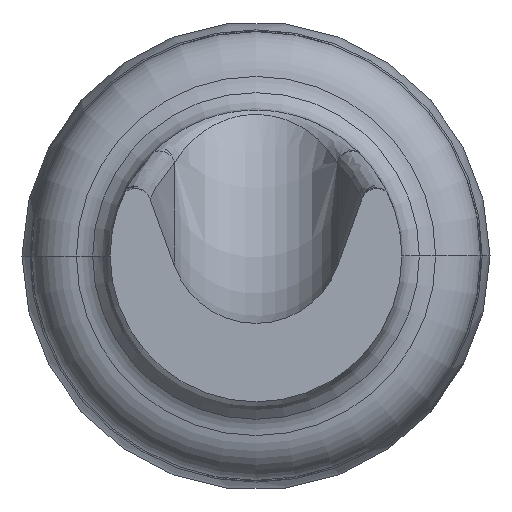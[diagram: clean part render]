
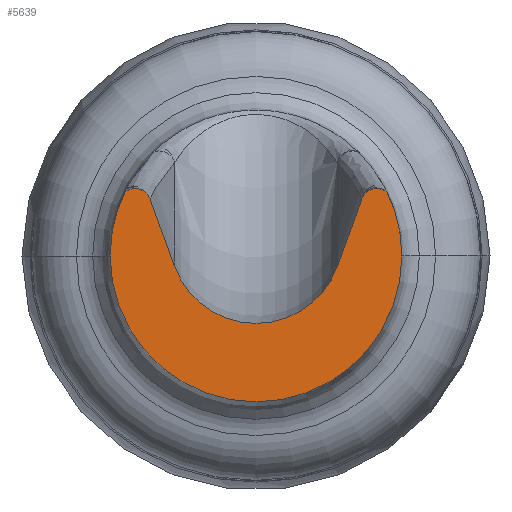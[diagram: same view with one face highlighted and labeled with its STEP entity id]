
A CAD part, front view. The second image highlights one B-rep face of the part: STEP entity #5639.
In plain terms, the highlighted planar face has unit normal (0, -1, 0).
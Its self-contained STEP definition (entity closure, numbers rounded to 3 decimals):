
#218 = CARTESIAN_POINT ( 'NONE',  ( -1.437, -33.274, 2.094 ) ) ;
#253 = DIRECTION ( 'NONE',  ( -1., 0., 0. ) ) ;
#256 = DIRECTION ( 'NONE',  ( 0.342, 0., -0.94 ) ) ;
#271 = CARTESIAN_POINT ( 'NONE',  ( 1.039, -33.274, 0.505 ) ) ;
#489 = EDGE_CURVE ( 'Defeature ausgef�hrt1_77+Defeature ausgef�hrt1_89+Defeature ausgef�hrt1_84+Defeature ausgef�hrt1_88', #2197, #6121, #3137, .T. ) ;
#496 = VECTOR ( 'NONE', #256, 1000. ) ;
#607 = CARTESIAN_POINT ( 'NONE',  ( -1.156, -33.274, 0. ) ) ;
#627 = CIRCLE ( 'NONE', #5085, 1.156 ) ;
#710 = EDGE_LOOP ( 'NONE', ( #952, #4884, #5784, #3391, #1069, #3344, #3623, #2135 ) ) ;
#778 = VERTEX_POINT ( 'NONE', #4892 ) ;
#834 = DIRECTION ( 'NONE',  ( -1., 0., 0. ) ) ;
#952 = ORIENTED_EDGE ( 'NONE', *, *, #489, .F. ) ;
#1069 = ORIENTED_EDGE ( 'NONE', *, *, #2759, .F. ) ;
#1071 = AXIS2_PLACEMENT_3D ( 'NONE', #4399, #1522, #4879 ) ;
#1114 = DIRECTION ( 'NONE',  ( -1., 0., 0. ) ) ;
#1145 = LINE ( 'NONE', #2342, #1373 ) ;
#1225 = DIRECTION ( 'NONE',  ( -1., 0., 0. ) ) ;
#1289 = EDGE_CURVE ( 'Defeature ausgef�hrt1_78+Defeature ausgef�hrt1_89+Defeature ausgef�hrt1_79+Defeature ausgef�hrt1_83', #4299, #4057, #4175, .T. ) ;
#1373 = VECTOR ( 'NONE', #2365, 1000. ) ;
#1521 = EDGE_CURVE ( 'Defeature ausgef�hrt1_77+Defeature ausgef�hrt1_89+Defeature ausgef�hrt1_84+Defeature ausgef�hrt1_88', #6121, #5060, #4407, .T. ) ;
#1522 = DIRECTION ( 'NONE',  ( 0., 1., 0. ) ) ;
#1616 = CARTESIAN_POINT ( 'NONE',  ( -0.958, -33.274, 0.408 ) ) ;
#1716 = VERTEX_POINT ( 'NONE', #3307 ) ;
#1746 = LINE ( 'NONE', #218, #496 ) ;
#2119 = CARTESIAN_POINT ( 'NONE',  ( -0.645, -33.274, -0.082 ) ) ;
#2135 = ORIENTED_EDGE ( 'NONE', *, *, #1521, .F. ) ;
#2197 = VERTEX_POINT ( 'NONE', #271 ) ;
#2247 = CARTESIAN_POINT ( 'NONE',  ( 0.839, -33.274, 0.451 ) ) ;
#2342 = CARTESIAN_POINT ( 'NONE',  ( 1.437, -33.274, 2.094 ) ) ;
#2365 = DIRECTION ( 'NONE',  ( 0.342, 0., 0.94 ) ) ;
#2589 = CARTESIAN_POINT ( 'NONE',  ( 0., -33.274, 0. ) ) ;
#2605 = DIRECTION ( 'NONE',  ( 0., 1., 0. ) ) ;
#2608 = DIRECTION ( 'NONE',  ( -1., 0., 0. ) ) ;
#2730 = CARTESIAN_POINT ( 'NONE',  ( 0., -33.274, 0. ) ) ;
#2759 = EDGE_CURVE ( 'Defeature ausgef�hrt1_79+Defeature ausgef�hrt1_89+Defeature ausgef�hrt1_88+Defeature ausgef�hrt1_78', #1716, #4299, #1746, .T. ) ;
#2807 = EDGE_CURVE ( 'Defeature ausgef�hrt1_89+Defeature ausgef�hrt1_88+Defeature ausgef�hrt1_79+Defeature ausgef�hrt1_77', #1716, #778, #5274, .T. ) ;
#2832 = CARTESIAN_POINT ( 'NONE',  ( 1.156, -33.274, 0. ) ) ;
#2862 = AXIS2_PLACEMENT_3D ( 'NONE', #5229, #5697, #3739 ) ;
#2884 = VERTEX_POINT ( 'NONE', #2247 ) ;
#2945 = CARTESIAN_POINT ( 'NONE',  ( 0.645, -33.274, -0.082 ) ) ;
#3032 = CARTESIAN_POINT ( 'NONE',  ( 0.958, -33.274, 0.408 ) ) ;
#3115 = AXIS2_PLACEMENT_3D ( 'NONE', #3032, #3543, #1114 ) ;
#3134 = DIRECTION ( 'NONE',  ( 0., 1., 0. ) ) ;
#3137 = CIRCLE ( 'NONE', #4789, 1.156 ) ;
#3218 = EDGE_CURVE ( 'Defeature ausgef�hrt1_89+Defeature ausgef�hrt1_84+Defeature ausgef�hrt1_77+Defeature ausgef�hrt1_83', #2197, #2884, #5198, .T. ) ;
#3307 = CARTESIAN_POINT ( 'NONE',  ( -0.839, -33.274, 0.451 ) ) ;
#3344 = ORIENTED_EDGE ( 'NONE', *, *, #2807, .T. ) ;
#3372 = AXIS2_PLACEMENT_3D ( 'NONE', #2589, #2605, #253 ) ;
#3391 = ORIENTED_EDGE ( 'NONE', *, *, #1289, .F. ) ;
#3399 = FACE_OUTER_BOUND ( 'NONE', #710, .T. ) ;
#3543 = DIRECTION ( 'NONE',  ( 0., -1., 0. ) ) ;
#3623 = ORIENTED_EDGE ( 'NONE', *, *, #4422, .F. ) ;
#3715 = DIRECTION ( 'NONE',  ( 0., 1., 0. ) ) ;
#3739 = DIRECTION ( 'NONE',  ( 1., 0., 0. ) ) ;
#4004 = EDGE_CURVE ( 'Defeature ausgef�hrt1_83+Defeature ausgef�hrt1_89+Defeature ausgef�hrt1_78+Defeature ausgef�hrt1_84', #4057, #2884, #1145, .T. ) ;
#4057 = VERTEX_POINT ( 'NONE', #2945 ) ;
#4175 = CIRCLE ( 'NONE', #2862, 0.686 ) ;
#4299 = VERTEX_POINT ( 'NONE', #2119 ) ;
#4323 = AXIS2_PLACEMENT_3D ( 'NONE', #1616, #4970, #2608 ) ;
#4399 = CARTESIAN_POINT ( 'NONE',  ( 0., -33.274, 0. ) ) ;
#4407 = CIRCLE ( 'NONE', #1071, 1.156 ) ;
#4422 = EDGE_CURVE ( 'Defeature ausgef�hrt1_77+Defeature ausgef�hrt1_89+Defeature ausgef�hrt1_84+Defeature ausgef�hrt1_88', #5060, #778, #627, .T. ) ;
#4789 = AXIS2_PLACEMENT_3D ( 'NONE', #5500, #3134, #1225 ) ;
#4879 = DIRECTION ( 'NONE',  ( -1., 0., 0. ) ) ;
#4884 = ORIENTED_EDGE ( 'NONE', *, *, #3218, .T. ) ;
#4892 = CARTESIAN_POINT ( 'NONE',  ( -1.039, -33.274, 0.505 ) ) ;
#4970 = DIRECTION ( 'NONE',  ( 0., -1., 0. ) ) ;
#5060 = VERTEX_POINT ( 'NONE', #607 ) ;
#5085 = AXIS2_PLACEMENT_3D ( 'NONE', #2730, #3715, #834 ) ;
#5198 = CIRCLE ( 'NONE', #3115, 0.127 ) ;
#5229 = CARTESIAN_POINT ( 'NONE',  ( 0., -33.274, 0.152 ) ) ;
#5274 = CIRCLE ( 'NONE', #4323, 0.127 ) ;
#5500 = CARTESIAN_POINT ( 'NONE',  ( 0., -33.274, 0. ) ) ;
#5639 = ADVANCED_FACE ( 'Defeature ausgef�hrt1_89', ( #3399 ), #5922, .F. ) ;
#5697 = DIRECTION ( 'NONE',  ( 0., -1., 0. ) ) ;
#5784 = ORIENTED_EDGE ( 'NONE', *, *, #4004, .F. ) ;
#5922 = PLANE ( 'NONE',  #3372 ) ;
#6121 = VERTEX_POINT ( 'NONE', #2832 ) ;
